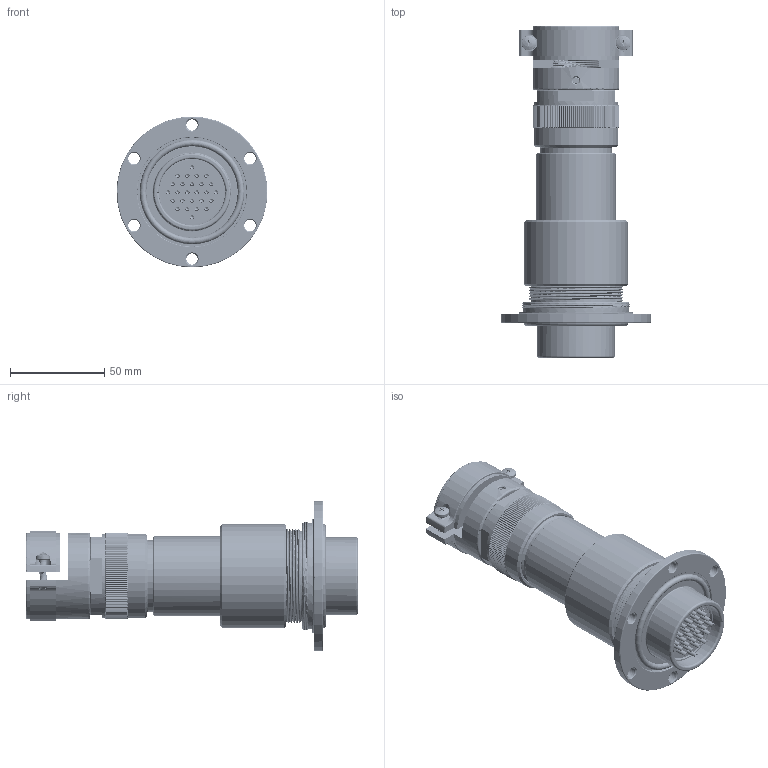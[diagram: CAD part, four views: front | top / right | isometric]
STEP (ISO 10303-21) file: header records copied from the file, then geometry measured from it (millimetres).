
FILE_DESCRIPTION((''),'2;1');
FILE_NAME('ASM0017_ASM','2024-04-09T',('13001'),(''),'PRO/ENGINEER BY PARAMETRIC TECHNOLOGY CORPORATION, 2012480','PRO/ENGINEER BY PARAMETRIC TECHNOLOGY CORPORATION, 2012480','');
FILE_SCHEMA(('CONFIG_CONTROL_DESIGN'));
Products named in the file (3): 3D_1690263131001_HY-Z4126-S01E0; 3D_1690264231001_HY-T4126-S01E2; ASM0017_ASM
Assembly tree (2 placements, depth 2):
  ASM0017_ASM
    3D_1690263131001_HY-Z4126-S01E0
    3D_1690264231001_HY-T4126-S01E2
Bounding box: 80 x 175.93 x 80 mm (x, y, z)
Volume: 216841.9 mm3; surface area: 143633.7 mm2
Topology: 2 solids, 2 shells, 6413 faces, 18280 edges, 12106 vertices
Faces by surface type: plane 2424, cylinder 1932, cone 946, extrusion 435, torus 401, bspline 215, sphere 60
Entity records: 252375 total; most frequent: CARTESIAN_POINT 90185, ORIENTED_EDGE 36112, DIRECTION 31144, EDGE_CURVE 18056, VERTEX_POINT 12106, AXIS2_PLACEMENT_3D 12073, EDGE_LOOP 7152, VECTOR 6998
